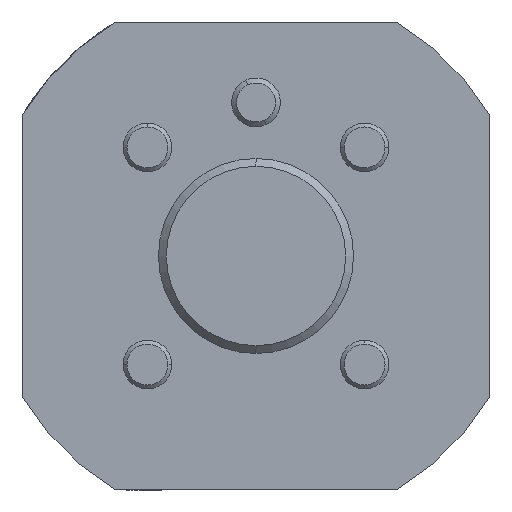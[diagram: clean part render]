
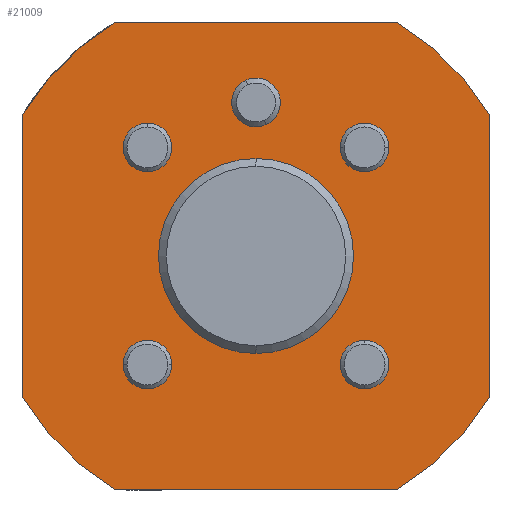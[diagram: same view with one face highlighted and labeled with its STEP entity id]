
A CAD part, front view. The second image highlights one B-rep face of the part: STEP entity #21009.
In plain terms, the highlighted planar face has unit normal (0, -1, 0).
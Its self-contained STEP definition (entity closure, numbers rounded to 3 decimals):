
#535 = CARTESIAN_POINT ( 'NONE',  ( 0., 0., 10. ) ) ;
#587 = ORIENTED_EDGE ( 'NONE', *, *, #11087, .F. ) ;
#884 = CARTESIAN_POINT ( 'NONE',  ( 14.422, 0., -24. ) ) ;
#900 = CARTESIAN_POINT ( 'NONE',  ( 0., 0., 0. ) ) ;
#926 = CIRCLE ( 'NONE', #23847, 28. ) ;
#1070 = DIRECTION ( 'NONE',  ( -1., 0., 0. ) ) ;
#1074 = FACE_OUTER_BOUND ( 'NONE', #24435, .T. ) ;
#1332 = DIRECTION ( 'NONE',  ( 0., 0., -1. ) ) ;
#1624 = VECTOR ( 'NONE', #4735, 1000. ) ;
#1641 = AXIS2_PLACEMENT_3D ( 'NONE', #22570, #11111, #24457 ) ;
#1881 = VERTEX_POINT ( 'NONE', #884 ) ;
#2587 = EDGE_CURVE ( 'NONE', #23198, #15038, #7194, .T. ) ;
#2610 = VECTOR ( 'NONE', #18809, 1000. ) ;
#2814 = DIRECTION ( 'NONE',  ( 0., 0., -1. ) ) ;
#2967 = DIRECTION ( 'NONE',  ( 0., -1., 0. ) ) ;
#3883 = AXIS2_PLACEMENT_3D ( 'NONE', #900, #14241, #2814 ) ;
#3943 = CARTESIAN_POINT ( 'NONE',  ( 0., 0., 0. ) ) ;
#4052 = CARTESIAN_POINT ( 'NONE',  ( -14.422, 0., -24. ) ) ;
#4178 = VERTEX_POINT ( 'NONE', #8289 ) ;
#4735 = DIRECTION ( 'NONE',  ( 0., 0., 1. ) ) ;
#4803 = ORIENTED_EDGE ( 'NONE', *, *, #19283, .T. ) ;
#4994 = CARTESIAN_POINT ( 'NONE',  ( 10., 0., 0. ) ) ;
#5125 = CARTESIAN_POINT ( 'NONE',  ( -24., 0., 14.422 ) ) ;
#5546 = ORIENTED_EDGE ( 'NONE', *, *, #19080, .T. ) ;
#5614 = LINE ( 'NONE', #8355, #11278 ) ;
#5868 = DIRECTION ( 'NONE',  ( 0., 0., -1. ) ) ;
#6734 = FACE_BOUND ( 'NONE', #7504, .T. ) ;
#6811 = CARTESIAN_POINT ( 'NONE',  ( 10., 0., 24. ) ) ;
#6861 = EDGE_CURVE ( 'NONE', #11926, #4178, #16792, .T. ) ;
#7031 = CIRCLE ( 'NONE', #1641, 28. ) ;
#7194 = CIRCLE ( 'NONE', #14225, 10. ) ;
#7504 = EDGE_LOOP ( 'NONE', ( #9305, #587 ) ) ;
#7555 = AXIS2_PLACEMENT_3D ( 'NONE', #7857, #21213, #9787 ) ;
#7857 = CARTESIAN_POINT ( 'NONE',  ( 0., 0., 0. ) ) ;
#8289 = CARTESIAN_POINT ( 'NONE',  ( 14.422, 0., 24. ) ) ;
#8355 = CARTESIAN_POINT ( 'NONE',  ( -24., 0., 0. ) ) ;
#8606 = ORIENTED_EDGE ( 'NONE', *, *, #10666, .T. ) ;
#9271 = VERTEX_POINT ( 'NONE', #4052 ) ;
#9305 = ORIENTED_EDGE ( 'NONE', *, *, #2587, .F. ) ;
#9347 = AXIS2_PLACEMENT_3D ( 'NONE', #4994, #12761, #1332 ) ;
#9787 = DIRECTION ( 'NONE',  ( 0., 0., -1. ) ) ;
#9910 = VERTEX_POINT ( 'NONE', #16035 ) ;
#10047 = EDGE_CURVE ( 'NONE', #1881, #19534, #7031, .T. ) ;
#10666 = EDGE_CURVE ( 'NONE', #9910, #9271, #18377, .T. ) ;
#10698 = ORIENTED_EDGE ( 'NONE', *, *, #10047, .T. ) ;
#10994 = VERTEX_POINT ( 'NONE', #18387 ) ;
#11087 = EDGE_CURVE ( 'NONE', #15038, #23198, #23712, .T. ) ;
#11106 = ORIENTED_EDGE ( 'NONE', *, *, #17946, .T. ) ;
#11111 = DIRECTION ( 'NONE',  ( 0., -1., 0. ) ) ;
#11179 = CARTESIAN_POINT ( 'NONE',  ( 0., 0., 0. ) ) ;
#11278 = VECTOR ( 'NONE', #19806, 1000. ) ;
#11663 = VECTOR ( 'NONE', #1070, 1000. ) ;
#11926 = VERTEX_POINT ( 'NONE', #22034 ) ;
#12761 = DIRECTION ( 'NONE',  ( 0., -1., 0. ) ) ;
#12776 = LINE ( 'NONE', #19208, #2610 ) ;
#13094 = DIRECTION ( 'NONE',  ( 0., 0., -1. ) ) ;
#13580 = ORIENTED_EDGE ( 'NONE', *, *, #22316, .T. ) ;
#14225 = AXIS2_PLACEMENT_3D ( 'NONE', #3943, #17301, #5868 ) ;
#14241 = DIRECTION ( 'NONE',  ( 0., -1., 0. ) ) ;
#14329 = CARTESIAN_POINT ( 'NONE',  ( 24., 0., 0. ) ) ;
#14389 = VERTEX_POINT ( 'NONE', #5125 ) ;
#14404 = CARTESIAN_POINT ( 'NONE',  ( 0., 0., 0. ) ) ;
#15038 = VERTEX_POINT ( 'NONE', #535 ) ;
#15545 = LINE ( 'NONE', #6811, #11663 ) ;
#16035 = CARTESIAN_POINT ( 'NONE',  ( -24., 0., -14.422 ) ) ;
#16228 = CARTESIAN_POINT ( 'NONE',  ( 0., 0., -10. ) ) ;
#16237 = LINE ( 'NONE', #14329, #1624 ) ;
#16335 = DIRECTION ( 'NONE',  ( 0., 0., -1. ) ) ;
#16792 = CIRCLE ( 'NONE', #3883, 28. ) ;
#17301 = DIRECTION ( 'NONE',  ( 0., -1., 0. ) ) ;
#17934 = EDGE_CURVE ( 'NONE', #10994, #14389, #926, .T. ) ;
#17946 = EDGE_CURVE ( 'NONE', #4178, #10994, #15545, .T. ) ;
#18377 = CIRCLE ( 'NONE', #7555, 28. ) ;
#18387 = CARTESIAN_POINT ( 'NONE',  ( -14.422, 0., 24. ) ) ;
#18809 = DIRECTION ( 'NONE',  ( 1., 0., 0. ) ) ;
#19080 = EDGE_CURVE ( 'NONE', #14389, #9910, #5614, .T. ) ;
#19105 = ORIENTED_EDGE ( 'NONE', *, *, #6861, .T. ) ;
#19208 = CARTESIAN_POINT ( 'NONE',  ( 10., 0., -24. ) ) ;
#19283 = EDGE_CURVE ( 'NONE', #9271, #1881, #12776, .T. ) ;
#19325 = ORIENTED_EDGE ( 'NONE', *, *, #17934, .T. ) ;
#19534 = VERTEX_POINT ( 'NONE', #20205 ) ;
#19806 = DIRECTION ( 'NONE',  ( 0., 0., -1. ) ) ;
#20205 = CARTESIAN_POINT ( 'NONE',  ( 24., 0., -14.422 ) ) ;
#21009 = ADVANCED_FACE ( 'NONE', ( #6734, #1074 ), #24187, .T. ) ;
#21213 = DIRECTION ( 'NONE',  ( 0., -1., 0. ) ) ;
#22034 = CARTESIAN_POINT ( 'NONE',  ( 24., 0., 14.422 ) ) ;
#22316 = EDGE_CURVE ( 'NONE', #19534, #11926, #16237, .T. ) ;
#22453 = AXIS2_PLACEMENT_3D ( 'NONE', #11179, #24532, #13094 ) ;
#22570 = CARTESIAN_POINT ( 'NONE',  ( 0., 0., 0. ) ) ;
#23198 = VERTEX_POINT ( 'NONE', #16228 ) ;
#23712 = CIRCLE ( 'NONE', #22453, 10. ) ;
#23847 = AXIS2_PLACEMENT_3D ( 'NONE', #14404, #2967, #16335 ) ;
#24187 = PLANE ( 'NONE',  #9347 ) ;
#24435 = EDGE_LOOP ( 'NONE', ( #19325, #5546, #8606, #4803, #10698, #13580, #19105, #11106 ) ) ;
#24457 = DIRECTION ( 'NONE',  ( 0., 0., -1. ) ) ;
#24532 = DIRECTION ( 'NONE',  ( 0., -1., 0. ) ) ;
